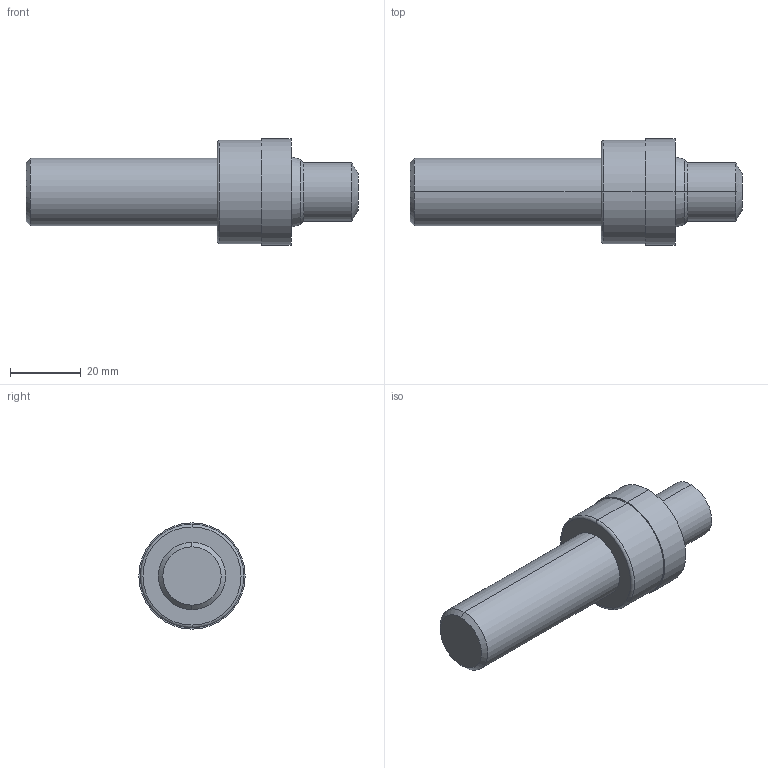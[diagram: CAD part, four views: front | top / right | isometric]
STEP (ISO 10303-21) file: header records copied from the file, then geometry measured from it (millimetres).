
FILE_DESCRIPTION (( 'STEP AP214' ), '1' );
FILE_NAME ('6149-M18X1.5-F30.STEP', '2019-03-08T22:01:56', ( '' ), ( '' ), 'SwSTEP 2.0', 'SolidWorks 2018', '' );
FILE_SCHEMA (( 'AUTOMOTIVE_DESIGN' ));
Length unit declared in the file: inch
Products named in the file (1): 6149-M18X1.5-F30
Bounding box: 93.98 x 30.07 x 30.07 mm (x, y, z)
Volume: 33926.7 mm3; surface area: 7395.3 mm2
Topology: 1 solids, 1 shells, 23 faces, 44 edges, 26 vertices
Faces by surface type: cone 8, cylinder 8, plane 5, torus 2
Entity records: 626 total; most frequent: DIRECTION 120, CARTESIAN_POINT 94, ORIENTED_EDGE 88, AXIS2_PLACEMENT_3D 52, EDGE_CURVE 44, CIRCLE 28, VERTEX_POINT 26, EDGE_LOOP 26
